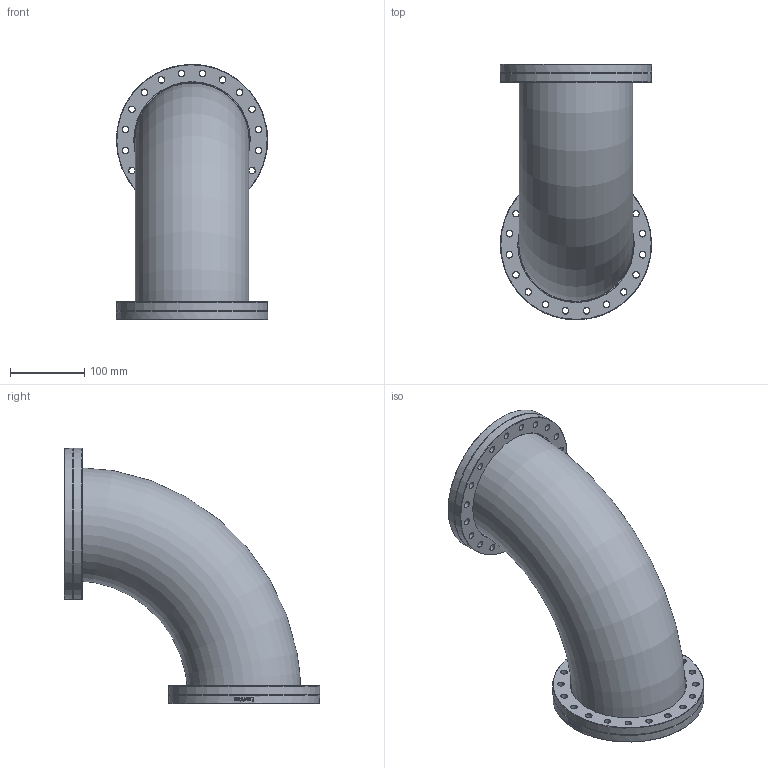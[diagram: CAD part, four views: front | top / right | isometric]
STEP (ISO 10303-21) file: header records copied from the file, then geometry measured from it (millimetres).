
FILE_DESCRIPTION(/* description */ (''),/* implementation_level */ '2;1');
FILE_NAME(/* name */ 'FL-RE160CF.stp',/* time_stamp */ '2018-02-02T15:02:27+00:00',/* author */ ('paul'),/* organization */ (''),/* preprocessor_version */ 'ST-DEVELOPER v16.13',/* originating_system */ 'Autodesk Inventor 2018',/* authorisation */ '');
FILE_SCHEMA (('AP203_CONFIGURATION_CONTROLLED_3D_DESIGN_OF_MECHANICAL_PARTS_AND_ASSEMBLIES_MIM_LF { 1 0 10303 203 3 1 4 }','AUTOMOTIVE_DESIGN { 1 0 10303 214 3 1 1 }'));
Length unit declared in the file: millimetre
Products named in the file (5): FL-RE160CF; FL-160CFR-152; FL-160CFR OUTER; FL-160CFR-152 INNER; tube
Assembly tree (5 placements, depth 3):
  FL-RE160CF
    FL-160CFR-152  x2
      FL-160CFR OUTER
      FL-160CFR-152 INNER
    tube
Bounding box: 203 x 342.78 x 342.78 mm (x, y, z)
Volume: 1145774.9 mm3; surface area: 518464.4 mm2
Topology: 5 solids, 5 shells, 356 faces, 930 edges, 602 vertices
Faces by surface type: bspline 106, cone 96, plane 76, cylinder 74, torus 4
Full cylindrical faces by diameter (mm): 8.4 x40, 150.2 x2, 152.9 x2, 156 x2, 171.4 x4, 203 x4
Entity records: 16896 total; most frequent: CARTESIAN_POINT 12849, ORIENTED_EDGE 740, DIRECTION 721, EDGE_CURVE 370, EDGE_LOOP 311, AXIS2_PLACEMENT_3D 303, VERTEX_POINT 281, FACE_OUTER_BOUND 180
